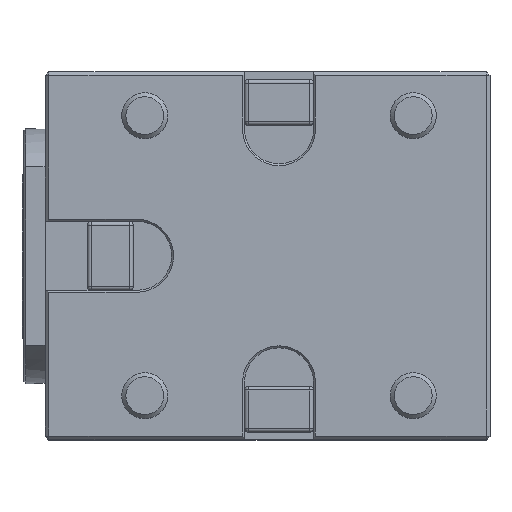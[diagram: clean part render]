
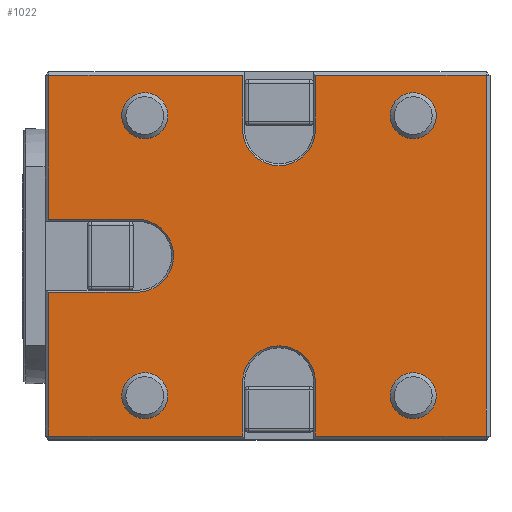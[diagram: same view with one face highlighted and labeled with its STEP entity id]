
A CAD part, top view. The second image highlights one B-rep face of the part: STEP entity #1022.
In plain terms, the highlighted planar face has unit normal (0, 0, 1).
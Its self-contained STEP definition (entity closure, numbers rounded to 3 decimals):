
#110=LINE('',#5091,#319);
#127=LINE('',#5127,#336);
#134=LINE('',#5140,#343);
#147=LINE('',#5170,#356);
#153=LINE('',#5179,#362);
#157=LINE('',#5186,#366);
#170=LINE('',#5216,#379);
#172=LINE('',#5229,#381);
#173=LINE('',#5231,#382);
#174=LINE('',#5235,#383);
#175=LINE('',#5236,#384);
#176=LINE('',#5240,#385);
#177=LINE('',#5241,#386);
#319=VECTOR('',#3686,1.);
#336=VECTOR('',#3713,1.);
#343=VECTOR('',#3726,1.);
#356=VECTOR('',#3751,1.);
#362=VECTOR('',#3759,1.);
#366=VECTOR('',#3765,1.);
#379=VECTOR('',#3790,1.);
#381=VECTOR('',#3806,1.);
#382=VECTOR('',#3807,1.);
#383=VECTOR('',#3810,1.);
#384=VECTOR('',#3811,1.);
#385=VECTOR('',#3814,1.);
#386=VECTOR('',#3815,1.);
#754=PLANE('',#3181);
#869=CIRCLE('',#3174,5.994);
#870=CIRCLE('',#3175,5.994);
#871=CIRCLE('',#3176,5.994);
#872=CIRCLE('',#3177,5.994);
#873=CIRCLE('',#3178,9.5);
#874=CIRCLE('',#3179,9.5);
#875=CIRCLE('',#3180,9.5);
#1022=ADVANCED_FACE('',(#1233,#1234,#1235,#1236,#1237),#754,.T.);
#1233=FACE_BOUND('',#1417,.T.);
#1234=FACE_BOUND('',#1418,.T.);
#1235=FACE_BOUND('',#1419,.T.);
#1236=FACE_BOUND('',#1420,.T.);
#1237=FACE_BOUND('',#1421,.T.);
#1417=EDGE_LOOP('',(#1873));
#1418=EDGE_LOOP('',(#1874));
#1419=EDGE_LOOP('',(#1875));
#1420=EDGE_LOOP('',(#1876));
#1421=EDGE_LOOP('',(#1877,#1878,#1879,#1880,#1881,#1882,#1883,#1884,#1885,
#1886,#1887,#1888,#1889,#1890,#1891,#1892));
#1873=ORIENTED_EDGE('',*,*,#2776,.F.);
#1874=ORIENTED_EDGE('',*,*,#2777,.F.);
#1875=ORIENTED_EDGE('',*,*,#2778,.F.);
#1876=ORIENTED_EDGE('',*,*,#2779,.F.);
#1877=ORIENTED_EDGE('',*,*,#2780,.T.);
#1878=ORIENTED_EDGE('',*,*,#2759,.T.);
#1879=ORIENTED_EDGE('',*,*,#2755,.T.);
#1880=ORIENTED_EDGE('',*,*,#2749,.T.);
#1881=ORIENTED_EDGE('',*,*,#2781,.T.);
#1882=ORIENTED_EDGE('',*,*,#2782,.T.);
#1883=ORIENTED_EDGE('',*,*,#2783,.T.);
#1884=ORIENTED_EDGE('',*,*,#2734,.T.);
#1885=ORIENTED_EDGE('',*,*,#2727,.T.);
#1886=ORIENTED_EDGE('',*,*,#2784,.T.);
#1887=ORIENTED_EDGE('',*,*,#2785,.T.);
#1888=ORIENTED_EDGE('',*,*,#2786,.T.);
#1889=ORIENTED_EDGE('',*,*,#2709,.T.);
#1890=ORIENTED_EDGE('',*,*,#2774,.T.);
#1891=ORIENTED_EDGE('',*,*,#2787,.T.);
#1892=ORIENTED_EDGE('',*,*,#2788,.T.);
#2422=VERTEX_POINT('',#5090);
#2423=VERTEX_POINT('',#5092);
#2436=VERTEX_POINT('',#5126);
#2437=VERTEX_POINT('',#5128);
#2440=VERTEX_POINT('',#5141);
#2450=VERTEX_POINT('',#5169);
#2451=VERTEX_POINT('',#5171);
#2452=VERTEX_POINT('',#5176);
#2455=VERTEX_POINT('',#5187);
#2465=VERTEX_POINT('',#5215);
#2466=VERTEX_POINT('',#5222);
#2467=VERTEX_POINT('',#5224);
#2468=VERTEX_POINT('',#5226);
#2469=VERTEX_POINT('',#5228);
#2470=VERTEX_POINT('',#5230);
#2471=VERTEX_POINT('',#5232);
#2472=VERTEX_POINT('',#5234);
#2473=VERTEX_POINT('',#5237);
#2474=VERTEX_POINT('',#5239);
#2475=VERTEX_POINT('',#5242);
#2709=EDGE_CURVE('',#2423,#2422,#110,.T.);
#2727=EDGE_CURVE('',#2437,#2436,#127,.T.);
#2734=EDGE_CURVE('',#2440,#2437,#134,.T.);
#2749=EDGE_CURVE('',#2451,#2450,#147,.T.);
#2755=EDGE_CURVE('',#2452,#2451,#153,.T.);
#2759=EDGE_CURVE('',#2455,#2452,#157,.T.);
#2774=EDGE_CURVE('',#2422,#2465,#170,.T.);
#2776=EDGE_CURVE('',#2466,#2466,#869,.T.);
#2777=EDGE_CURVE('',#2467,#2467,#870,.T.);
#2778=EDGE_CURVE('',#2468,#2468,#871,.T.);
#2779=EDGE_CURVE('',#2469,#2469,#872,.T.);
#2780=EDGE_CURVE('',#2470,#2455,#172,.T.);
#2781=EDGE_CURVE('',#2450,#2471,#173,.T.);
#2782=EDGE_CURVE('',#2471,#2472,#873,.T.);
#2783=EDGE_CURVE('',#2472,#2440,#174,.T.);
#2784=EDGE_CURVE('',#2436,#2473,#175,.T.);
#2785=EDGE_CURVE('',#2473,#2474,#874,.T.);
#2786=EDGE_CURVE('',#2474,#2423,#176,.T.);
#2787=EDGE_CURVE('',#2465,#2475,#177,.T.);
#2788=EDGE_CURVE('',#2475,#2470,#875,.T.);
#3174=AXIS2_PLACEMENT_3D('',#5221,#3798,#3799);
#3175=AXIS2_PLACEMENT_3D('',#5223,#3800,#3801);
#3176=AXIS2_PLACEMENT_3D('',#5225,#3802,#3803);
#3177=AXIS2_PLACEMENT_3D('',#5227,#3804,#3805);
#3178=AXIS2_PLACEMENT_3D('',#5233,#3808,#3809);
#3179=AXIS2_PLACEMENT_3D('',#5238,#3812,#3813);
#3180=AXIS2_PLACEMENT_3D('',#5243,#3816,#3817);
#3181=AXIS2_PLACEMENT_3D('',#5244,#3818,#3819);
#3686=DIRECTION('',(0.,-1.,0.));
#3713=DIRECTION('',(0.,-1.,0.));
#3726=DIRECTION('',(-1.,0.,0.));
#3751=DIRECTION('',(-1.,0.,0.));
#3759=DIRECTION('',(0.,1.,0.));
#3765=DIRECTION('',(1.,0.,0.));
#3790=DIRECTION('',(1.,0.,0.));
#3798=DIRECTION('',(0.,0.,1.));
#3799=DIRECTION('',(0.,-1.,0.));
#3800=DIRECTION('',(0.,0.,1.));
#3801=DIRECTION('',(0.,-1.,0.));
#3802=DIRECTION('',(0.,0.,1.));
#3803=DIRECTION('',(0.,-1.,0.));
#3804=DIRECTION('',(0.,0.,1.));
#3805=DIRECTION('',(0.,-1.,0.));
#3806=DIRECTION('',(0.,-1.,0.));
#3807=DIRECTION('',(0.,-1.,0.));
#3808=DIRECTION('',(0.,0.,-1.));
#3809=DIRECTION('',(-1.,0.,0.));
#3810=DIRECTION('',(0.,1.,0.));
#3811=DIRECTION('',(1.,0.,0.));
#3812=DIRECTION('',(0.,0.,-1.));
#3813=DIRECTION('',(-1.,0.,0.));
#3814=DIRECTION('',(-1.,0.,0.));
#3815=DIRECTION('',(0.,1.,0.));
#3816=DIRECTION('',(0.,0.,-1.));
#3817=DIRECTION('',(-1.,0.,0.));
#3818=DIRECTION('',(0.,0.,1.));
#3819=DIRECTION('',(1.,0.,0.));
#5090=CARTESIAN_POINT('',(-60.,-47.,0.));
#5091=CARTESIAN_POINT('',(-60.,48.,0.));
#5092=CARTESIAN_POINT('',(-60.,-9.5,0.));
#5126=CARTESIAN_POINT('',(-60.,9.5,0.));
#5127=CARTESIAN_POINT('',(-60.,48.,0.));
#5128=CARTESIAN_POINT('',(-60.,47.,0.));
#5140=CARTESIAN_POINT('',(-61.,47.,0.));
#5141=CARTESIAN_POINT('',(-9.5,47.,0.));
#5169=CARTESIAN_POINT('',(9.5,47.,0.));
#5170=CARTESIAN_POINT('',(9.5,47.,0.));
#5171=CARTESIAN_POINT('',(54.,47.,0.));
#5176=CARTESIAN_POINT('',(54.,-47.,0.));
#5179=CARTESIAN_POINT('',(54.,48.,0.));
#5186=CARTESIAN_POINT('',(55.,-47.,0.));
#5187=CARTESIAN_POINT('',(9.5,-47.,0.));
#5215=CARTESIAN_POINT('',(-9.5,-47.,0.));
#5216=CARTESIAN_POINT('',(55.,-47.,0.));
#5221=CARTESIAN_POINT('',(35.,36.5,0.));
#5222=CARTESIAN_POINT('',(35.,30.506,0.));
#5223=CARTESIAN_POINT('',(-35.,-36.5,0.));
#5224=CARTESIAN_POINT('',(-35.,-42.494,0.));
#5225=CARTESIAN_POINT('',(-35.,36.5,0.));
#5226=CARTESIAN_POINT('',(-35.,30.506,0.));
#5227=CARTESIAN_POINT('',(35.,-36.5,0.));
#5228=CARTESIAN_POINT('',(35.,-42.494,0.));
#5229=CARTESIAN_POINT('',(9.5,48.,0.));
#5230=CARTESIAN_POINT('',(9.5,-33.,0.));
#5231=CARTESIAN_POINT('',(9.5,33.,0.));
#5232=CARTESIAN_POINT('',(9.5,33.,0.));
#5233=CARTESIAN_POINT('',(0.,33.,0.));
#5234=CARTESIAN_POINT('',(-9.5,33.,0.));
#5235=CARTESIAN_POINT('',(-9.5,48.,0.));
#5236=CARTESIAN_POINT('',(-37.,9.5,0.));
#5237=CARTESIAN_POINT('',(-37.,9.5,0.));
#5238=CARTESIAN_POINT('',(-37.,0.,0.));
#5239=CARTESIAN_POINT('',(-37.,-9.5,0.));
#5240=CARTESIAN_POINT('',(-61.,-9.5,0.));
#5241=CARTESIAN_POINT('',(-9.5,48.,0.));
#5242=CARTESIAN_POINT('',(-9.5,-33.,0.));
#5243=CARTESIAN_POINT('',(0.,-33.,0.));
#5244=CARTESIAN_POINT('',(55.,48.,0.));
